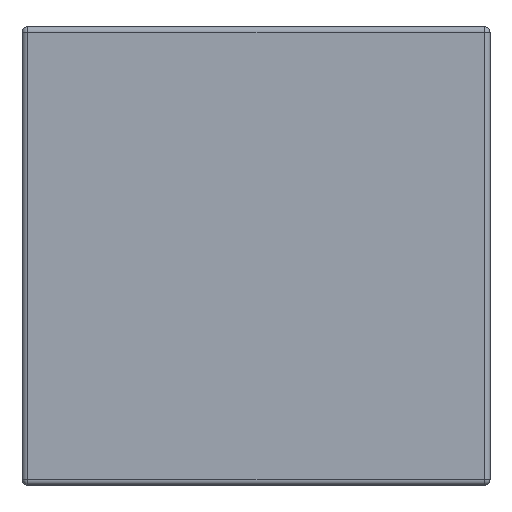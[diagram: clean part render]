
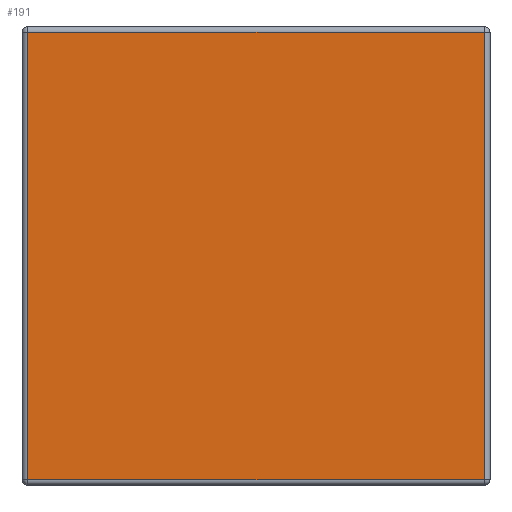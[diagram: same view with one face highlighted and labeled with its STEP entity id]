
A CAD part, left-side view. The second image highlights one B-rep face of the part: STEP entity #191.
In plain terms, the highlighted planar face has unit normal (-1, 0, 0).
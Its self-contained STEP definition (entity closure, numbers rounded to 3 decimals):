
#91 = VERTEX_POINT ( 'NONE', #1919 ) ;
#106 = VERTEX_POINT ( 'NONE', #1038 ) ;
#191 = ADVANCED_FACE ( 'NONE', ( #1707 ), #367, .T. ) ;
#198 = VERTEX_POINT ( 'NONE', #2085 ) ;
#205 = DIRECTION ( 'NONE',  ( 0., 1., 0. ) ) ;
#228 = ORIENTED_EDGE ( 'NONE', *, *, #436, .T. ) ;
#299 = ORIENTED_EDGE ( 'NONE', *, *, #1200, .T. ) ;
#308 = DIRECTION ( 'NONE',  ( -1., 0., 0. ) ) ;
#356 = VECTOR ( 'NONE', #2067, 1000. ) ;
#367 = PLANE ( 'NONE',  #1235 ) ;
#436 = EDGE_CURVE ( 'NONE', #198, #91, #1935, .T. ) ;
#554 = LINE ( 'NONE', #1870, #356 ) ;
#563 = CARTESIAN_POINT ( 'NONE',  ( -0.5, 0.244, -0.005 ) ) ;
#588 = LINE ( 'NONE', #563, #1704 ) ;
#589 = DIRECTION ( 'NONE',  ( 0., -1., 0. ) ) ;
#768 = CARTESIAN_POINT ( 'NONE',  ( -0.5, 0.25, -0.005 ) ) ;
#1038 = CARTESIAN_POINT ( 'NONE',  ( -0.5, 0.244, 0.479 ) ) ;
#1142 = LINE ( 'NONE', #1879, #1661 ) ;
#1200 = EDGE_CURVE ( 'NONE', #1835, #198, #554, .T. ) ;
#1232 = EDGE_LOOP ( 'NONE', ( #2201, #299, #228, #1763 ) ) ;
#1235 = AXIS2_PLACEMENT_3D ( 'NONE', #768, #308, #589 ) ;
#1333 = DIRECTION ( 'NONE',  ( 0., 0., -1. ) ) ;
#1379 = CARTESIAN_POINT ( 'NONE',  ( -0.5, 0.244, 0.001 ) ) ;
#1562 = DIRECTION ( 'NONE',  ( 0., 0., 1. ) ) ;
#1661 = VECTOR ( 'NONE', #205, 1000. ) ;
#1704 = VECTOR ( 'NONE', #1333, 1000. ) ;
#1707 = FACE_OUTER_BOUND ( 'NONE', #1232, .T. ) ;
#1763 = ORIENTED_EDGE ( 'NONE', *, *, #2160, .T. ) ;
#1835 = VERTEX_POINT ( 'NONE', #1379 ) ;
#1870 = CARTESIAN_POINT ( 'NONE',  ( -0.5, -0.25, 0.001 ) ) ;
#1879 = CARTESIAN_POINT ( 'NONE',  ( -0.5, 0.25, 0.479 ) ) ;
#1919 = CARTESIAN_POINT ( 'NONE',  ( -0.5, -0.244, 0.479 ) ) ;
#1935 = LINE ( 'NONE', #1955, #2131 ) ;
#1955 = CARTESIAN_POINT ( 'NONE',  ( -0.5, -0.244, -0.005 ) ) ;
#2067 = DIRECTION ( 'NONE',  ( 0., -1., 0. ) ) ;
#2085 = CARTESIAN_POINT ( 'NONE',  ( -0.5, -0.244, 0.001 ) ) ;
#2131 = VECTOR ( 'NONE', #1562, 1000. ) ;
#2160 = EDGE_CURVE ( 'NONE', #91, #106, #1142, .T. ) ;
#2201 = ORIENTED_EDGE ( 'NONE', *, *, #2314, .T. ) ;
#2314 = EDGE_CURVE ( 'NONE', #106, #1835, #588, .T. ) ;
